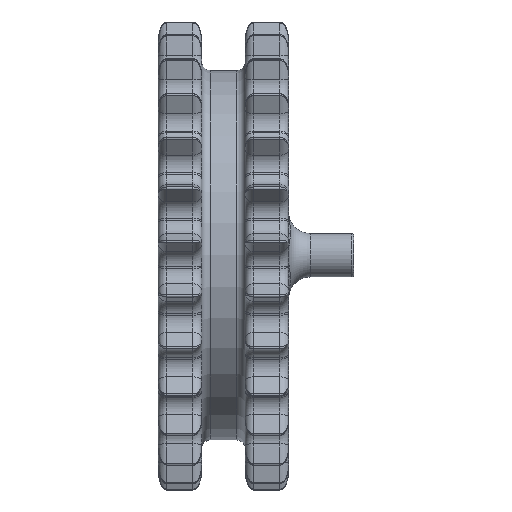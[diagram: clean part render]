
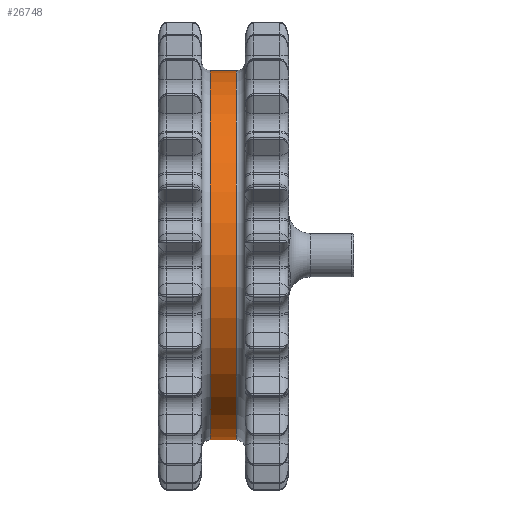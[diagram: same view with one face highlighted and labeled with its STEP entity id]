
A CAD part, left-side view. The second image highlights one B-rep face of the part: STEP entity #26748.
In plain terms, the highlighted cylindrical face has radius 42.5 mm (diameter 85 mm), a partial arc.
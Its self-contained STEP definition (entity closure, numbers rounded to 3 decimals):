
#1041 = VECTOR ( 'NONE', #33782, 1000. ) ;
#1329 = DIRECTION ( 'NONE',  ( 0., -1., 0. ) ) ;
#1594 = CIRCLE ( 'NONE', #37275, 42.5 ) ;
#4461 = CARTESIAN_POINT ( 'NONE',  ( 0., 20., 0. ) ) ;
#4858 = DIRECTION ( 'NONE',  ( 0., 0., -1. ) ) ;
#5061 = ORIENTED_EDGE ( 'NONE', *, *, #20327, .T. ) ;
#6611 = CARTESIAN_POINT ( 'NONE',  ( 0., 12., -42.5 ) ) ;
#9001 = ORIENTED_EDGE ( 'NONE', *, *, #22314, .F. ) ;
#10036 = DIRECTION ( 'NONE',  ( 0., 0., 1. ) ) ;
#12645 = CARTESIAN_POINT ( 'NONE',  ( 0., 20., 42.5 ) ) ;
#12659 = EDGE_CURVE ( 'NONE', #33441, #17473, #32748, .T. ) ;
#13007 = CARTESIAN_POINT ( 'NONE',  ( 0., 18., 0. ) ) ;
#13109 = FACE_OUTER_BOUND ( 'NONE', #27532, .T. ) ;
#14329 = ORIENTED_EDGE ( 'NONE', *, *, #18158, .T. ) ;
#15102 = VERTEX_POINT ( 'NONE', #19508 ) ;
#17019 = DIRECTION ( 'NONE',  ( 0., 1., 0. ) ) ;
#17473 = VERTEX_POINT ( 'NONE', #17685 ) ;
#17685 = CARTESIAN_POINT ( 'NONE',  ( 0., 18., -42.5 ) ) ;
#17794 = VERTEX_POINT ( 'NONE', #6611 ) ;
#18158 = EDGE_CURVE ( 'NONE', #17473, #17794, #33013, .T. ) ;
#19508 = CARTESIAN_POINT ( 'NONE',  ( 0., 12., 42.5 ) ) ;
#20327 = EDGE_CURVE ( 'NONE', #17794, #15102, #1594, .T. ) ;
#20346 = DIRECTION ( 'NONE',  ( 0., 0., 1. ) ) ;
#22314 = EDGE_CURVE ( 'NONE', #33441, #15102, #36524, .T. ) ;
#25104 = CARTESIAN_POINT ( 'NONE',  ( 0., 18., 42.5 ) ) ;
#26748 = ADVANCED_FACE ( 'NONE', ( #13109 ), #31471, .T. ) ;
#27532 = EDGE_LOOP ( 'NONE', ( #9001, #34193, #14329, #5061 ) ) ;
#28367 = AXIS2_PLACEMENT_3D ( 'NONE', #13007, #36877, #10036 ) ;
#29888 = DIRECTION ( 'NONE',  ( 0., -1., 0. ) ) ;
#30207 = VECTOR ( 'NONE', #29888, 1000. ) ;
#30264 = CARTESIAN_POINT ( 'NONE',  ( 0., 20., -42.5 ) ) ;
#31471 = CYLINDRICAL_SURFACE ( 'NONE', #35832, 42.5 ) ;
#32748 = CIRCLE ( 'NONE', #28367, 42.5 ) ;
#33013 = LINE ( 'NONE', #30264, #30207 ) ;
#33441 = VERTEX_POINT ( 'NONE', #25104 ) ;
#33782 = DIRECTION ( 'NONE',  ( 0., -1., 0. ) ) ;
#34193 = ORIENTED_EDGE ( 'NONE', *, *, #12659, .T. ) ;
#35425 = CARTESIAN_POINT ( 'NONE',  ( 0., 12., 0. ) ) ;
#35832 = AXIS2_PLACEMENT_3D ( 'NONE', #4461, #1329, #4858 ) ;
#36524 = LINE ( 'NONE', #12645, #1041 ) ;
#36877 = DIRECTION ( 'NONE',  ( 0., -1., 0. ) ) ;
#37275 = AXIS2_PLACEMENT_3D ( 'NONE', #35425, #17019, #20346 ) ;
